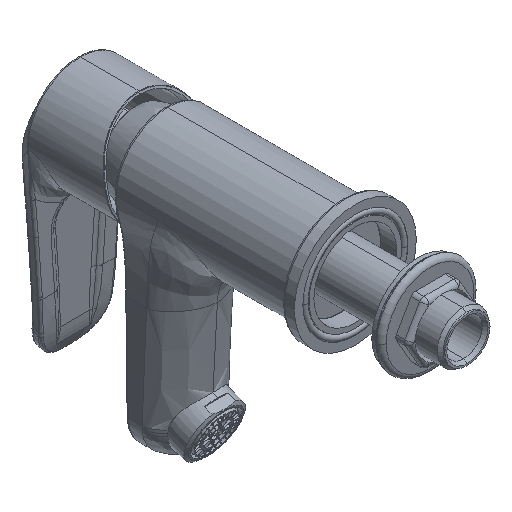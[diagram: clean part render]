
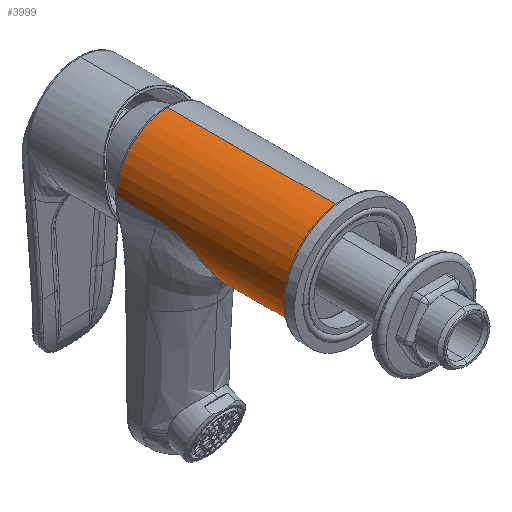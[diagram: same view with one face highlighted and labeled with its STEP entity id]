
A CAD part, isometric view. The second image highlights one B-rep face of the part: STEP entity #3999.
In plain terms, the highlighted cylindrical face has radius 21 mm (diameter 42 mm), a partial arc.
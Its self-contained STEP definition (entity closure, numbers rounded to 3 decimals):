
#318=DIRECTION('',(0.,-1.,0.));
#319=VECTOR('',#318,17.);
#320=CARTESIAN_POINT('',(-21.,89.,0.));
#321=LINE('',#320,#319);
#326=CARTESIAN_POINT('',(0.,17.,0.));
#327=DIRECTION('',(0.,1.,0.));
#328=DIRECTION('',(0.,0.,-1.));
#329=AXIS2_PLACEMENT_3D('',#326,#327,#328);
#331=CARTESIAN_POINT('',(0.,89.,0.));
#332=DIRECTION('',(0.,-1.,0.));
#333=DIRECTION('',(0.,0.,1.));
#334=AXIS2_PLACEMENT_3D('',#331,#332,#333);
#351=DIRECTION('',(0.,-1.,0.));
#352=VECTOR('',#351,72.);
#353=CARTESIAN_POINT('',(0.,89.,21.));
#354=LINE('',#353,#352);
#360=DIRECTION('',(0.,-1.,0.));
#361=VECTOR('',#360,34.1);
#362=CARTESIAN_POINT('',(0.,51.1,-21.));
#363=LINE('',#362,#361);
#422=CARTESIAN_POINT('',(0.,51.1,-21.));
#474=CARTESIAN_POINT('',(-21.,72.,0.));
#487=CARTESIAN_POINT('',(-20.505,57.605,-4.534));
#488=CARTESIAN_POINT('',(-20.593,58.11,-4.134));
#489=CARTESIAN_POINT('',(-20.759,59.365,-3.255));
#490=CARTESIAN_POINT('',(-20.909,61.659,-2.07));
#491=CARTESIAN_POINT('',(-20.979,64.593,-1.052));
#492=CARTESIAN_POINT('',(-21.001,67.999,
-0.336));
#493=CARTESIAN_POINT('',(-21.,70.607,
-0.074));
#494=CARTESIAN_POINT('',(-21.,72.,0.));
#496=CARTESIAN_POINT('',(-16.863,52.092,-12.515));
#497=CARTESIAN_POINT('',(-17.364,52.328,-11.84));
#498=CARTESIAN_POINT('',(-18.676,53.143,-9.823));
#499=CARTESIAN_POINT('',(-19.866,54.874,-7.037));
#500=CARTESIAN_POINT('',(-20.36,56.778,-5.188));
#501=CARTESIAN_POINT('',(-20.505,57.605,-4.534));
#503=CARTESIAN_POINT('',(-16.863,52.092,-12.515));
#504=CARTESIAN_POINT('',(-16.304,51.835,-13.268));
#505=CARTESIAN_POINT('',(-15.045,51.404,-14.756));
#506=CARTESIAN_POINT('',(-12.676,51.021,-16.846));
#507=CARTESIAN_POINT('',(-9.903,50.854,-18.618));
#508=CARTESIAN_POINT('',(-6.793,50.847,-19.969));
#509=CARTESIAN_POINT('',(-3.442,50.95,-20.812));
#510=CARTESIAN_POINT('',(-1.149,51.043,-21.));
#511=CARTESIAN_POINT('',(0.,51.1,-21.));
#2896=VERTEX_POINT('',#474);
#2899=VERTEX_POINT('',#422);
#2902=VERTEX_POINT('',#503);
#2909=CARTESIAN_POINT('',(0.,89.,21.));
#2910=VERTEX_POINT('',#2909);
#2911=CARTESIAN_POINT('',(-21.,89.,0.));
#2912=VERTEX_POINT('',#2911);
#2961=VERTEX_POINT('',#501);
#2975=CARTESIAN_POINT('',(0.,17.,-21.));
#2976=CARTESIAN_POINT('',(0.,17.,21.));
#2977=VERTEX_POINT('',#2975);
#2978=VERTEX_POINT('',#2976);
#3977=CARTESIAN_POINT('',(0.,5.1,0.));
#3978=DIRECTION('',(0.,1.,0.));
#3979=DIRECTION('',(-1.,0.,0.));
#3980=AXIS2_PLACEMENT_3D('',#3977,#3978,#3979);
#3981=CYLINDRICAL_SURFACE('',#3980,21.);
#3983=ORIENTED_EDGE('',*,*,#3982,.F.);
#3985=ORIENTED_EDGE('',*,*,#3984,.F.);
#3987=ORIENTED_EDGE('',*,*,#3986,.F.);
#3989=ORIENTED_EDGE('',*,*,#3988,.T.);
#3991=ORIENTED_EDGE('',*,*,#3990,.T.);
#3992=ORIENTED_EDGE('',*,*,#3969,.F.);
#3994=ORIENTED_EDGE('',*,*,#3993,.F.);
#3996=ORIENTED_EDGE('',*,*,#3995,.T.);
#3997=EDGE_LOOP('',(#3983,#3985,#3987,#3989,#3991,#3992,#3994,#3996));
#3998=FACE_OUTER_BOUND('',#3997,.F.);
#3999=ADVANCED_FACE('',(#3998),#3981,.T.);
#330=CIRCLE('',#329,21.);
#335=CIRCLE('',#334,21.);
#495=B_SPLINE_CURVE_WITH_KNOTS('',3,(#487,#488,#489,#490,#491,#492,#493,#494),
.UNSPECIFIED.,.F.,.F.,(4,1,1,1,1,4),(0.,0.159,0.369,
0.58,0.79,1.),.UNSPECIFIED.);
#502=B_SPLINE_CURVE_WITH_KNOTS('',3,(#496,#497,#498,#499,#500,#501),
.UNSPECIFIED.,.F.,.F.,(4,1,1,4),(0.,0.24,0.709,1.),
.UNSPECIFIED.);
#512=B_SPLINE_CURVE_WITH_KNOTS('',3,(#503,#504,#505,#506,#507,#508,#509,#510,
#511),.UNSPECIFIED.,.F.,.F.,(4,1,1,1,1,1,4),(0.,0.167,
0.333,0.5,0.667,0.833,1.),
.UNSPECIFIED.);
#3969=EDGE_CURVE('',#2912,#2896,#321,.T.);
#3982=EDGE_CURVE('',#2977,#2978,#330,.T.);
#3984=EDGE_CURVE('',#2899,#2977,#363,.T.);
#3986=EDGE_CURVE('',#2902,#2899,#512,.T.);
#3988=EDGE_CURVE('',#2902,#2961,#502,.T.);
#3990=EDGE_CURVE('',#2961,#2896,#495,.T.);
#3993=EDGE_CURVE('',#2910,#2912,#335,.T.);
#3995=EDGE_CURVE('',#2910,#2978,#354,.T.);
